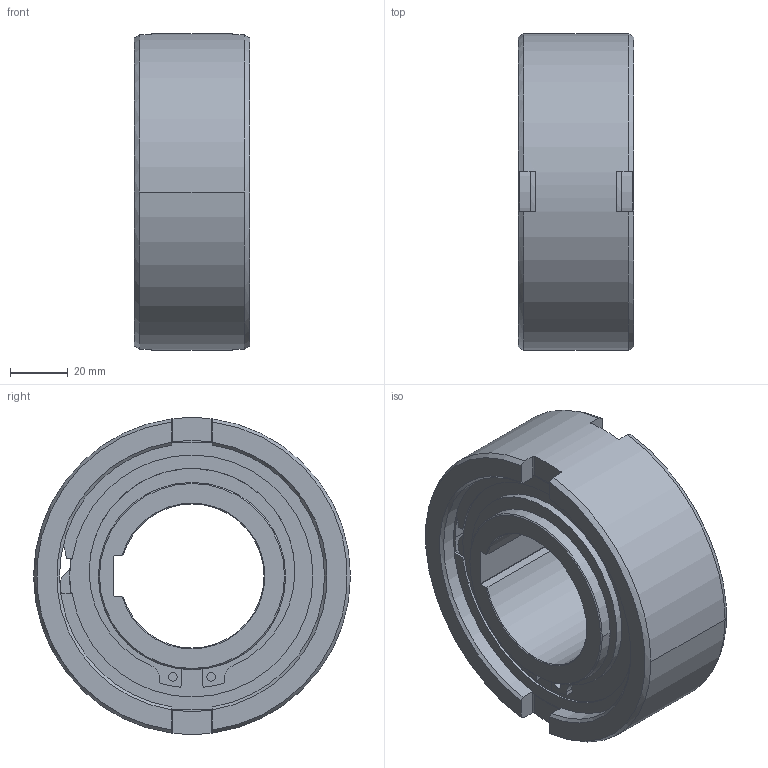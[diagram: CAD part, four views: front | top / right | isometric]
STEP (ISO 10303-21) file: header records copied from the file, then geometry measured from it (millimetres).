
FILE_DESCRIPTION((''),'2;1');
FILE_NAME('_CGS_TEMP_IGS','2023-05-22T',('SYSTEM'),(''),'PRO/ENGINEER BY PARAMETRIC TECHNOLOGY CORPORATION, 2016360','PRO/ENGINEER BY PARAMETRIC TECHNOLOGY CORPORATION, 2016360','');
FILE_SCHEMA(('AUTOMOTIVE_DESIGN { 1 0 10303 214 1 1 1 1 }'));
Length unit declared in the file: inch
Products named in the file (1): _CGS_TEMP_IGS
Bounding box: 40 x 110 x 109.91 mm (x, y, z)
Volume: 209292.2 mm3; surface area: 69804.4 mm2
Topology: 18 solids, 18 shells, 372 faces, 946 edges, 604 vertices
Faces by surface type: cylinder 125, plane 117, cone 66, bspline 48, torus 16
Entity records: 21229 total; most frequent: CARTESIAN_POINT 12193, ORIENTED_EDGE 1860, DIRECTION 1848, EDGE_CURVE 930, AXIS2_PLACEMENT_3D 774, VERTEX_POINT 604, CIRCLE 450, EDGE_LOOP 402
